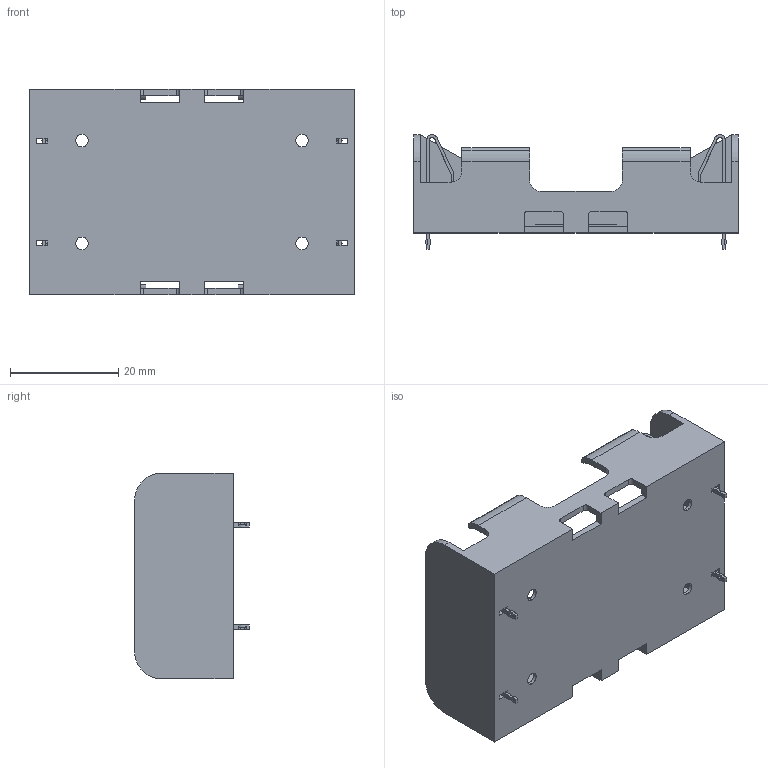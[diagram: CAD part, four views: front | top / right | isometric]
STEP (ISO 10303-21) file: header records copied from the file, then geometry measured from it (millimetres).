
FILE_DESCRIPTION (( 'STEP AP214' ), '1' );
FILE_NAME ('BK-6210.STEP', '2023-09-01T02:01:17', ( '' ), ( '' ), 'SwSTEP 2.0', 'SolidWorks 2021', '' );
FILE_SCHEMA (( 'AUTOMOTIVE_DESIGN' ));
Length unit declared in the file: millimetre
Products named in the file (1): BK-6210
Bounding box: 60 x 21.2 x 38 mm (x, y, z)
Volume: 6852.7 mm3; surface area: 13256.1 mm2
Topology: 5 solids, 5 shells, 386 faces, 1116 edges, 732 vertices
Faces by surface type: plane 274, cylinder 112
Entity records: 12730 total; most frequent: CARTESIAN_POINT 2235, ORIENTED_EDGE 2232, DIRECTION 2114, EDGE_CURVE 1116, VECTOR 892, LINE 892, VERTEX_POINT 732, AXIS2_PLACEMENT_3D 611
